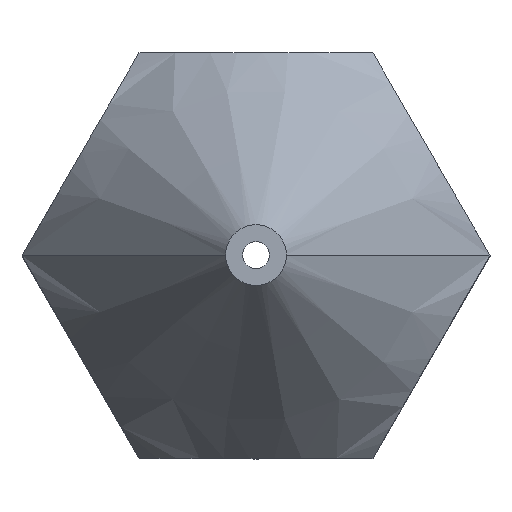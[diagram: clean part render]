
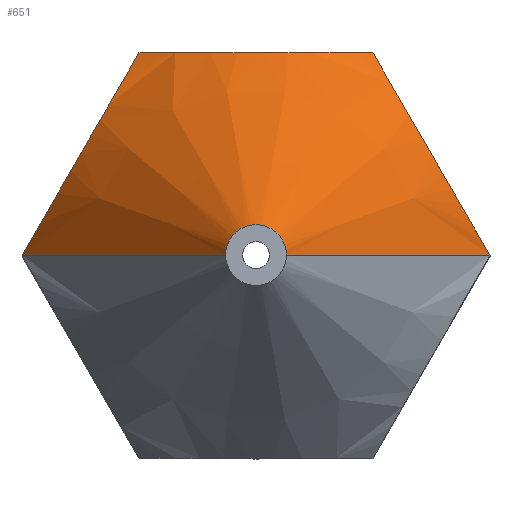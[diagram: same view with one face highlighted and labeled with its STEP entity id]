
A CAD part, top view. The second image highlights one B-rep face of the part: STEP entity #651.
In plain terms, the highlighted conical face has half-angle 37 degrees and reference radius 3.464 mm.
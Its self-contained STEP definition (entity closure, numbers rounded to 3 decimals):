
#11 = CARTESIAN_POINT ( 'NONE',  ( 3.464, 0., 4. ) ) ;
#29 = DIRECTION ( 'NONE',  ( 0., 0., -1. ) ) ;
#39 = CARTESIAN_POINT ( 'NONE',  ( -3.464, 0., 4. ) ) ;
#42 = CARTESIAN_POINT ( 'NONE',  ( -2., 2.536, 4.327 ) ) ;
#46 = CARTESIAN_POINT ( 'NONE',  ( 0.614, 3., 4.538 ) ) ;
#49 = CARTESIAN_POINT ( 'NONE',  ( 1.862, 2.775, 4.172 ) ) ;
#52 = CARTESIAN_POINT ( 'NONE',  ( 3.196, 0.464, 4.327 ) ) ;
#58 = CARTESIAN_POINT ( 'NONE',  ( -0.45, 0., 8. ) ) ;
#109 = CARTESIAN_POINT ( 'NONE',  ( -1.732, 3., 4. ) ) ;
#112 = CARTESIAN_POINT ( 'NONE',  ( 1.199, 3., 4.325 ) ) ;
#117 = CARTESIAN_POINT ( 'NONE',  ( 3.464, 0., 4. ) ) ;
#122 = CARTESIAN_POINT ( 'NONE',  ( 3.464, 0., 4. ) ) ;
#138 = CARTESIAN_POINT ( 'NONE',  ( -3.464, 0., 4. ) ) ;
#148 = FACE_OUTER_BOUND ( 'NONE', #158, .T. ) ;
#155 = CARTESIAN_POINT ( 'NONE',  ( 0., 0., 8. ) ) ;
#158 = EDGE_LOOP ( 'NONE', ( #490, #604, #611, #608, #728, #295 ) ) ;
#166 = CARTESIAN_POINT ( 'NONE',  ( -1.732, 3., 4. ) ) ;
#168 = CARTESIAN_POINT ( 'NONE',  ( -1.472, 3., 4.165 ) ) ;
#172 = LINE ( 'NONE', #138, #559 ) ;
#173 = CARTESIAN_POINT ( 'NONE',  ( 1.732, 3., 4. ) ) ;
#194 = DIRECTION ( 'NONE',  ( -0.602, 0., -0.799 ) ) ;
#198 = VERTEX_POINT ( 'NONE', #799 ) ;
#210 = DIRECTION ( 'NONE',  ( 1., 0., 0. ) ) ;
#219 = VECTOR ( 'NONE', #620, 1000. ) ;
#222 = CARTESIAN_POINT ( 'NONE',  ( -3.2, 0.458, 4.323 ) ) ;
#223 = VERTEX_POINT ( 'NONE', #11 ) ;
#224 = CARTESIAN_POINT ( 'NONE',  ( -1.057, 3., 4.38 ) ) ;
#229 = CARTESIAN_POINT ( 'NONE',  ( 1.996, 2.542, 4.323 ) ) ;
#251 = VERTEX_POINT ( 'NONE', #694 ) ;
#269 = CARTESIAN_POINT ( 'NONE',  ( -1.732, 3., 4. ) ) ;
#288 = CARTESIAN_POINT ( 'NONE',  ( -2.757, 1.225, 4.615 ) ) ;
#292 = CARTESIAN_POINT ( 'NONE',  ( -0.62, 3., 4.537 ) ) ;
#295 = ORIENTED_EDGE ( 'NONE', *, *, #496, .F. ) ;
#305 = CARTESIAN_POINT ( 'NONE',  ( 2.439, 1.775, 4.615 ) ) ;
#324 = AXIS2_PLACEMENT_3D ( 'NONE', #602, #29, #818 ) ;
#332 = AXIS2_PLACEMENT_3D ( 'NONE', #155, #659, #210 ) ;
#381 = CARTESIAN_POINT ( 'NONE',  ( -2.446, 1.763, 4.601 ) ) ;
#389 = CARTESIAN_POINT ( 'NONE',  ( -0.158, 3., 4.616 ) ) ;
#398 = CARTESIAN_POINT ( 'NONE',  ( 2.75, 1.237, 4.601 ) ) ;
#414 = B_SPLINE_CURVE_WITH_KNOTS ( 'NONE', 3,
 ( #39, #667, #222, #721, #288, #776, #381, #831, #463, #42, #547, #109 ),
 .UNSPECIFIED., .F., .F.,
 ( 4, 2, 2, 2, 2, 4 ),
 ( 0., 0.001, 0.002, 0.002, 0.003, 0.004 ),
 .UNSPECIFIED. ) ;
#440 = CONICAL_SURFACE ( 'NONE', #324, 3.464, 0.646 ) ;
#458 = CIRCLE ( 'NONE', #332, 0.45 ) ;
#463 = CARTESIAN_POINT ( 'NONE',  ( -2.218, 2.157, 4.495 ) ) ;
#468 = CARTESIAN_POINT ( 'NONE',  ( 0.308, 3., 4.6 ) ) ;
#476 = CARTESIAN_POINT ( 'NONE',  ( 2.978, 0.843, 4.495 ) ) ;
#490 = ORIENTED_EDGE ( 'NONE', *, *, #647, .F. ) ;
#491 = B_SPLINE_CURVE_WITH_KNOTS ( 'NONE', 3,
 ( #166, #609, #168, #669, #224, #724, #292, #777, #389, #834, #468, #46, #556, #112, #616, #173 ),
 .UNSPECIFIED., .F., .F.,
 ( 4, 2, 2, 2, 2, 2, 2, 4 ),
 ( 0.012, 0.012, 0.012, 0.013, 0.013, 0.014, 0.014, 0.015 ),
 .UNSPECIFIED. ) ;
#496 = EDGE_CURVE ( 'NONE', #736, #251, #172, .T. ) ;
#547 = CARTESIAN_POINT ( 'NONE',  ( -1.863, 2.774, 4.173 ) ) ;
#556 = CARTESIAN_POINT ( 'NONE',  ( 0.765, 3., 4.493 ) ) ;
#559 = VECTOR ( 'NONE', #194, 1000. ) ;
#561 = CARTESIAN_POINT ( 'NONE',  ( 1.732, 3., 4. ) ) ;
#567 = CARTESIAN_POINT ( 'NONE',  ( 3.334, 0.226, 4.173 ) ) ;
#576 = B_SPLINE_CURVE_WITH_KNOTS ( 'NONE', 3,
 ( #561, #49, #229, #731, #305, #787, #398, #843, #476, #52, #567, #122 ),
 .UNSPECIFIED., .F., .F.,
 ( 4, 2, 2, 2, 2, 4 ),
 ( 0., 0.001, 0.002, 0.002, 0.003, 0.004 ),
 .UNSPECIFIED. ) ;
#602 = CARTESIAN_POINT ( 'NONE',  ( 0., 0., 4. ) ) ;
#604 = ORIENTED_EDGE ( 'NONE', *, *, #683, .T. ) ;
#608 = ORIENTED_EDGE ( 'NONE', *, *, #679, .F. ) ;
#609 = CARTESIAN_POINT ( 'NONE',  ( -1.604, 3., 4.085 ) ) ;
#610 = LINE ( 'NONE', #117, #219 ) ;
#611 = ORIENTED_EDGE ( 'NONE', *, *, #687, .F. ) ;
#616 = CARTESIAN_POINT ( 'NONE',  ( 1.473, 3., 4.172 ) ) ;
#620 = DIRECTION ( 'NONE',  ( 0.602, 0., -0.799 ) ) ;
#647 = EDGE_CURVE ( 'NONE', #198, #736, #458, .T. ) ;
#651 = ADVANCED_FACE ( 'NONE', ( #148 ), #440, .T. ) ;
#653 = VERTEX_POINT ( 'NONE', #269 ) ;
#659 = DIRECTION ( 'NONE',  ( 0., 0., 1. ) ) ;
#660 = VERTEX_POINT ( 'NONE', #713 ) ;
#667 = CARTESIAN_POINT ( 'NONE',  ( -3.334, 0.225, 4.172 ) ) ;
#669 = CARTESIAN_POINT ( 'NONE',  ( -1.199, 3., 4.313 ) ) ;
#675 = EDGE_CURVE ( 'NONE', #251, #653, #414, .T. ) ;
#679 = EDGE_CURVE ( 'NONE', #653, #660, #491, .T. ) ;
#683 = EDGE_CURVE ( 'NONE', #198, #223, #610, .T. ) ;
#687 = EDGE_CURVE ( 'NONE', #660, #223, #576, .T. ) ;
#694 = CARTESIAN_POINT ( 'NONE',  ( -3.464, 0., 4. ) ) ;
#713 = CARTESIAN_POINT ( 'NONE',  ( 1.732, 3., 4. ) ) ;
#721 = CARTESIAN_POINT ( 'NONE',  ( -2.913, 0.955, 4.545 ) ) ;
#724 = CARTESIAN_POINT ( 'NONE',  ( -0.768, 3., 4.492 ) ) ;
#728 = ORIENTED_EDGE ( 'NONE', *, *, #675, .F. ) ;
#731 = CARTESIAN_POINT ( 'NONE',  ( 2.283, 2.045, 4.545 ) ) ;
#736 = VERTEX_POINT ( 'NONE', #58 ) ;
#776 = CARTESIAN_POINT ( 'NONE',  ( -2.525, 1.627, 4.616 ) ) ;
#777 = CARTESIAN_POINT ( 'NONE',  ( -0.316, 3., 4.599 ) ) ;
#787 = CARTESIAN_POINT ( 'NONE',  ( 2.672, 1.373, 4.616 ) ) ;
#799 = CARTESIAN_POINT ( 'NONE',  ( 0.45, 0., 8. ) ) ;
#818 = DIRECTION ( 'NONE',  ( -1., 0., 0. ) ) ;
#831 = CARTESIAN_POINT ( 'NONE',  ( -2.293, 2.029, 4.539 ) ) ;
#834 = CARTESIAN_POINT ( 'NONE',  ( 0.153, 3., 4.616 ) ) ;
#843 = CARTESIAN_POINT ( 'NONE',  ( 2.903, 0.971, 4.539 ) ) ;
